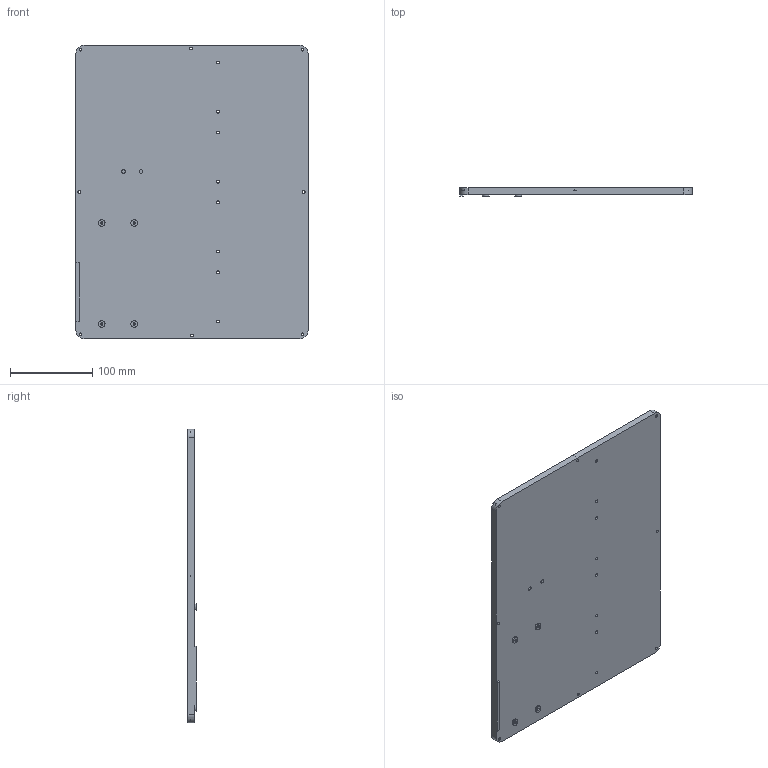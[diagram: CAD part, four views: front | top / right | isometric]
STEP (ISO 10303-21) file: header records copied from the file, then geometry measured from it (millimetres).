
FILE_DESCRIPTION (( 'STEP AP203' ), '1' );
FILE_NAME ('boxx_bottom.STEP', '2026-01-13T11:02:39', ( '' ), ( '' ), 'SwSTEP 2.0', 'SolidWorks 2021', '' );
FILE_SCHEMA (( 'CONFIG_CONTROL_DESIGN' ));
Length unit declared in the file: millimetre
Products named in the file (1): boxx_bottom
Bounding box: 282.38 x 9.9 x 357 mm (x, y, z)
Volume: 794174.1 mm3; surface area: 213862.8 mm2
Topology: 1 solids, 1 shells, 124 faces, 288 edges, 192 vertices
Faces by surface type: cylinder 88, plane 36
Entity records: 3769 total; most frequent: DIRECTION 714, CARTESIAN_POINT 605, ORIENTED_EDGE 576, AXIS2_PLACEMENT_3D 301, EDGE_CURVE 288, VERTEX_POINT 192, EDGE_LOOP 182, CIRCLE 176
